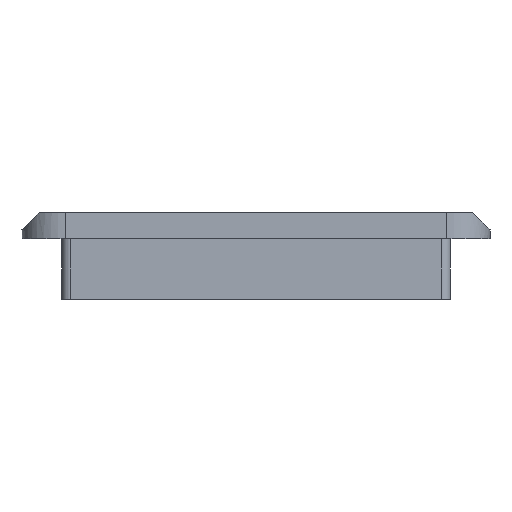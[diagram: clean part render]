
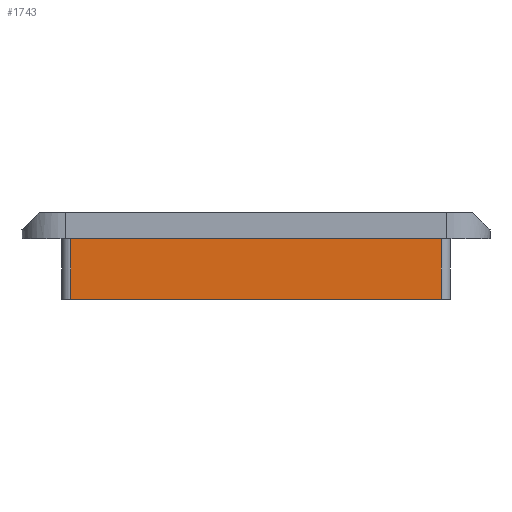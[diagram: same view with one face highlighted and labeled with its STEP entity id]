
A CAD part, front view. The second image highlights one B-rep face of the part: STEP entity #1743.
In plain terms, the highlighted planar face has unit normal (0, -1, 0).
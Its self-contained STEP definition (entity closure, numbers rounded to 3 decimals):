
#155=FACE_OUTER_BOUND('',#257,.T.);
#257=EDGE_LOOP('',(#1340,#1341,#1342,#1343));
#350=LINE('',#2539,#553);
#403=LINE('',#2712,#606);
#404=LINE('',#2715,#607);
#405=LINE('',#2716,#608);
#553=VECTOR('',#2035,10.);
#606=VECTOR('',#2226,10.);
#607=VECTOR('',#2229,10.);
#608=VECTOR('',#2230,10.);
#755=VERTEX_POINT('',#2536);
#756=VERTEX_POINT('',#2538);
#806=VERTEX_POINT('',#2708);
#808=VERTEX_POINT('',#2714);
#923=EDGE_CURVE('',#755,#756,#350,.T.);
#1010=EDGE_CURVE('',#756,#806,#403,.T.);
#1011=EDGE_CURVE('',#808,#755,#404,.T.);
#1012=EDGE_CURVE('',#808,#806,#405,.T.);
#1340=ORIENTED_EDGE('',*,*,#1011,.F.);
#1341=ORIENTED_EDGE('',*,*,#1012,.T.);
#1342=ORIENTED_EDGE('',*,*,#1010,.F.);
#1343=ORIENTED_EDGE('',*,*,#923,.F.);
#1647=PLANE('',#1902);
#1743=ADVANCED_FACE('',(#155),#1647,.T.);
#1902=AXIS2_PLACEMENT_3D('',#2713,#2227,#2228);
#2035=DIRECTION('',(1.,0.,0.));
#2226=DIRECTION('',(0.,0.,-1.));
#2227=DIRECTION('center_axis',(0.,-1.,0.));
#2228=DIRECTION('ref_axis',(0.,0.,-1.));
#2229=DIRECTION('',(0.,0.,1.));
#2230=DIRECTION('',(1.,0.,0.));
#2536=CARTESIAN_POINT('',(416.199,9.1,3.2));
#2538=CARTESIAN_POINT('',(459.,9.1,3.2));
#2539=CARTESIAN_POINT('',(448.833,9.1,3.2));
#2708=CARTESIAN_POINT('',(459.,9.1,-3.8));
#2712=CARTESIAN_POINT('',(459.,9.1,-0.8));
#2713=CARTESIAN_POINT('Origin',(460.067,9.1,-0.8));
#2714=CARTESIAN_POINT('',(416.199,9.1,-3.8));
#2715=CARTESIAN_POINT('',(416.199,9.1,-0.8));
#2716=CARTESIAN_POINT('',(459.833,9.1,-3.8));
